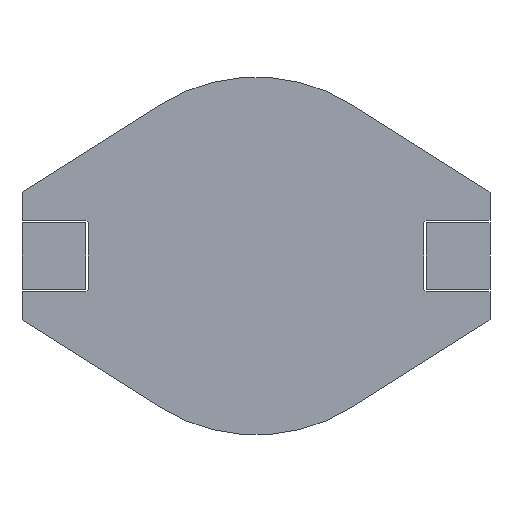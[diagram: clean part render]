
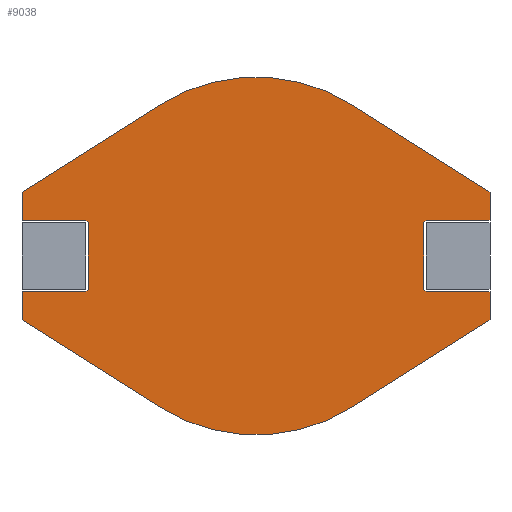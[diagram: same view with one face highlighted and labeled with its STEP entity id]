
A CAD part, front view. The second image highlights one B-rep face of the part: STEP entity #9038.
In plain terms, the highlighted planar face has unit normal (0, -1, 0).
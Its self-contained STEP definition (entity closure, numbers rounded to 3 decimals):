
#2391=DIRECTION('',(-0.845,0.,-0.534));
#2392=VECTOR('',#2391,6.401);
#2393=CARTESIAN_POINT('',(9.15,0.,-2.5));
#2394=LINE('',#2393,#2392);
#2395=CARTESIAN_POINT('',(0.,0.,0.));
#2396=DIRECTION('',(0.,1.,0.));
#2397=DIRECTION('',(0.534,0.,-0.845));
#2398=AXIS2_PLACEMENT_3D('',#2395,#2396,#2397);
#2400=DIRECTION('',(-0.845,0.,0.534));
#2401=VECTOR('',#2400,6.401);
#2402=CARTESIAN_POINT('',(-3.738,0.,-5.918));
#2403=LINE('',#2402,#2401);
#2404=DIRECTION('',(0.,0.,1.));
#2405=VECTOR('',#2404,1.1);
#2406=CARTESIAN_POINT('',(-9.15,0.,-2.5));
#2407=LINE('',#2406,#2405);
#2408=DIRECTION('',(1.,0.,0.));
#2409=VECTOR('',#2408,2.5);
#2410=CARTESIAN_POINT('',(-9.15,0.,-1.4));
#2411=LINE('',#2410,#2409);
#2412=DIRECTION('',(0.707,0.,0.707));
#2413=VECTOR('',#2412,0.141);
#2414=CARTESIAN_POINT('',(-6.65,0.,-1.4));
#2415=LINE('',#2414,#2413);
#2416=DIRECTION('',(0.,0.,1.));
#2417=VECTOR('',#2416,2.6);
#2418=CARTESIAN_POINT('',(-6.55,0.,-1.3));
#2419=LINE('',#2418,#2417);
#2420=DIRECTION('',(-0.707,0.,0.707));
#2421=VECTOR('',#2420,0.141);
#2422=CARTESIAN_POINT('',(-6.55,0.,1.3));
#2423=LINE('',#2422,#2421);
#2424=DIRECTION('',(-1.,0.,0.));
#2425=VECTOR('',#2424,2.5);
#2426=CARTESIAN_POINT('',(-6.65,0.,1.4));
#2427=LINE('',#2426,#2425);
#2428=DIRECTION('',(0.,0.,1.));
#2429=VECTOR('',#2428,1.1);
#2430=CARTESIAN_POINT('',(-9.15,0.,1.4));
#2431=LINE('',#2430,#2429);
#2432=DIRECTION('',(0.845,0.,0.534));
#2433=VECTOR('',#2432,6.401);
#2434=CARTESIAN_POINT('',(-9.15,0.,2.5));
#2435=LINE('',#2434,#2433);
#2436=CARTESIAN_POINT('',(0.,0.,0.));
#2437=DIRECTION('',(0.,1.,0.));
#2438=DIRECTION('',(-0.534,0.,0.845));
#2439=AXIS2_PLACEMENT_3D('',#2436,#2437,#2438);
#2441=DIRECTION('',(0.845,0.,-0.534));
#2442=VECTOR('',#2441,6.401);
#2443=CARTESIAN_POINT('',(3.738,0.,5.918));
#2444=LINE('',#2443,#2442);
#2445=DIRECTION('',(0.,0.,-1.));
#2446=VECTOR('',#2445,1.1);
#2447=CARTESIAN_POINT('',(9.15,0.,2.5));
#2448=LINE('',#2447,#2446);
#2449=DIRECTION('',(-1.,0.,0.));
#2450=VECTOR('',#2449,2.5);
#2451=CARTESIAN_POINT('',(9.15,0.,1.4));
#2452=LINE('',#2451,#2450);
#2453=DIRECTION('',(-0.707,0.,-0.707));
#2454=VECTOR('',#2453,0.141);
#2455=CARTESIAN_POINT('',(6.65,0.,1.4));
#2456=LINE('',#2455,#2454);
#2457=DIRECTION('',(0.,0.,-1.));
#2458=VECTOR('',#2457,2.6);
#2459=CARTESIAN_POINT('',(6.55,0.,1.3));
#2460=LINE('',#2459,#2458);
#2461=DIRECTION('',(0.707,0.,-0.707));
#2462=VECTOR('',#2461,0.141);
#2463=CARTESIAN_POINT('',(6.55,0.,-1.3));
#2464=LINE('',#2463,#2462);
#2465=DIRECTION('',(1.,0.,0.));
#2466=VECTOR('',#2465,2.5);
#2467=CARTESIAN_POINT('',(6.65,0.,-1.4));
#2468=LINE('',#2467,#2466);
#2469=DIRECTION('',(0.,0.,-1.));
#2470=VECTOR('',#2469,1.1);
#2471=CARTESIAN_POINT('',(9.15,0.,-1.4));
#2472=LINE('',#2471,#2470);
#3961=CARTESIAN_POINT('',(9.15,0.,-2.5));
#3962=CARTESIAN_POINT('',(3.738,0.,-5.918));
#3963=VERTEX_POINT('',#3961);
#3964=VERTEX_POINT('',#3962);
#3965=CARTESIAN_POINT('',(-3.738,0.,-5.918));
#3966=VERTEX_POINT('',#3965);
#3967=CARTESIAN_POINT('',(-9.15,0.,-2.5));
#3968=VERTEX_POINT('',#3967);
#3969=CARTESIAN_POINT('',(-9.15,0.,-1.4));
#3970=VERTEX_POINT('',#3969);
#3971=CARTESIAN_POINT('',(-9.15,0.,1.4));
#3972=CARTESIAN_POINT('',(-9.15,0.,2.5));
#3973=VERTEX_POINT('',#3971);
#3974=VERTEX_POINT('',#3972);
#3975=CARTESIAN_POINT('',(-3.738,0.,5.918));
#3976=VERTEX_POINT('',#3975);
#3977=CARTESIAN_POINT('',(3.738,0.,5.918));
#3978=VERTEX_POINT('',#3977);
#3979=CARTESIAN_POINT('',(9.15,0.,2.5));
#3980=VERTEX_POINT('',#3979);
#3981=CARTESIAN_POINT('',(9.15,0.,1.4));
#3982=VERTEX_POINT('',#3981);
#3983=CARTESIAN_POINT('',(9.15,0.,-1.4));
#3984=VERTEX_POINT('',#3983);
#4011=CARTESIAN_POINT('',(-6.65,0.,-1.4));
#4012=VERTEX_POINT('',#4011);
#4013=CARTESIAN_POINT('',(-6.55,0.,-1.3));
#4014=VERTEX_POINT('',#4013);
#4015=CARTESIAN_POINT('',(-6.55,0.,1.3));
#4016=VERTEX_POINT('',#4015);
#4017=CARTESIAN_POINT('',(-6.65,0.,1.4));
#4018=VERTEX_POINT('',#4017);
#4019=CARTESIAN_POINT('',(6.65,0.,1.4));
#4020=VERTEX_POINT('',#4019);
#4021=CARTESIAN_POINT('',(6.55,0.,1.3));
#4022=VERTEX_POINT('',#4021);
#4023=CARTESIAN_POINT('',(6.55,0.,-1.3));
#4024=VERTEX_POINT('',#4023);
#4025=CARTESIAN_POINT('',(6.65,0.,-1.4));
#4026=VERTEX_POINT('',#4025);
#8992=CARTESIAN_POINT('',(0.,0.,0.));
#8993=DIRECTION('',(0.,1.,0.));
#8994=DIRECTION('',(1.,0.,0.));
#8995=AXIS2_PLACEMENT_3D('',#8992,#8993,#8994);
#8996=PLANE('',#8995);
#8997=ORIENTED_EDGE('',*,*,#8982,.T.);
#8999=ORIENTED_EDGE('',*,*,#8998,.T.);
#9001=ORIENTED_EDGE('',*,*,#9000,.T.);
#9003=ORIENTED_EDGE('',*,*,#9002,.T.);
#9005=ORIENTED_EDGE('',*,*,#9004,.T.);
#9007=ORIENTED_EDGE('',*,*,#9006,.T.);
#9009=ORIENTED_EDGE('',*,*,#9008,.T.);
#9011=ORIENTED_EDGE('',*,*,#9010,.T.);
#9013=ORIENTED_EDGE('',*,*,#9012,.T.);
#9015=ORIENTED_EDGE('',*,*,#9014,.T.);
#9017=ORIENTED_EDGE('',*,*,#9016,.T.);
#9019=ORIENTED_EDGE('',*,*,#9018,.T.);
#9021=ORIENTED_EDGE('',*,*,#9020,.T.);
#9023=ORIENTED_EDGE('',*,*,#9022,.T.);
#9025=ORIENTED_EDGE('',*,*,#9024,.T.);
#9027=ORIENTED_EDGE('',*,*,#9026,.T.);
#9029=ORIENTED_EDGE('',*,*,#9028,.T.);
#9031=ORIENTED_EDGE('',*,*,#9030,.T.);
#9033=ORIENTED_EDGE('',*,*,#9032,.T.);
#9035=ORIENTED_EDGE('',*,*,#9034,.T.);
#9036=EDGE_LOOP('',(#8997,#8999,#9001,#9003,#9005,#9007,#9009,#9011,#9013,#9015,
#9017,#9019,#9021,#9023,#9025,#9027,#9029,#9031,#9033,#9035));
#9037=FACE_OUTER_BOUND('',#9036,.F.);
#2399=CIRCLE('',#2398,7.);
#2440=CIRCLE('',#2439,7.);
#8982=EDGE_CURVE('',#3963,#3964,#2394,.T.);
#8998=EDGE_CURVE('',#3964,#3966,#2399,.T.);
#9000=EDGE_CURVE('',#3966,#3968,#2403,.T.);
#9002=EDGE_CURVE('',#3968,#3970,#2407,.T.);
#9004=EDGE_CURVE('',#3970,#4012,#2411,.T.);
#9006=EDGE_CURVE('',#4012,#4014,#2415,.T.);
#9008=EDGE_CURVE('',#4014,#4016,#2419,.T.);
#9010=EDGE_CURVE('',#4016,#4018,#2423,.T.);
#9012=EDGE_CURVE('',#4018,#3973,#2427,.T.);
#9014=EDGE_CURVE('',#3973,#3974,#2431,.T.);
#9016=EDGE_CURVE('',#3974,#3976,#2435,.T.);
#9018=EDGE_CURVE('',#3976,#3978,#2440,.T.);
#9020=EDGE_CURVE('',#3978,#3980,#2444,.T.);
#9022=EDGE_CURVE('',#3980,#3982,#2448,.T.);
#9024=EDGE_CURVE('',#3982,#4020,#2452,.T.);
#9026=EDGE_CURVE('',#4020,#4022,#2456,.T.);
#9028=EDGE_CURVE('',#4022,#4024,#2460,.T.);
#9030=EDGE_CURVE('',#4024,#4026,#2464,.T.);
#9032=EDGE_CURVE('',#4026,#3984,#2468,.T.);
#9034=EDGE_CURVE('',#3984,#3963,#2472,.T.);
#9038=ADVANCED_FACE('',(#9037),#8996,.F.);
